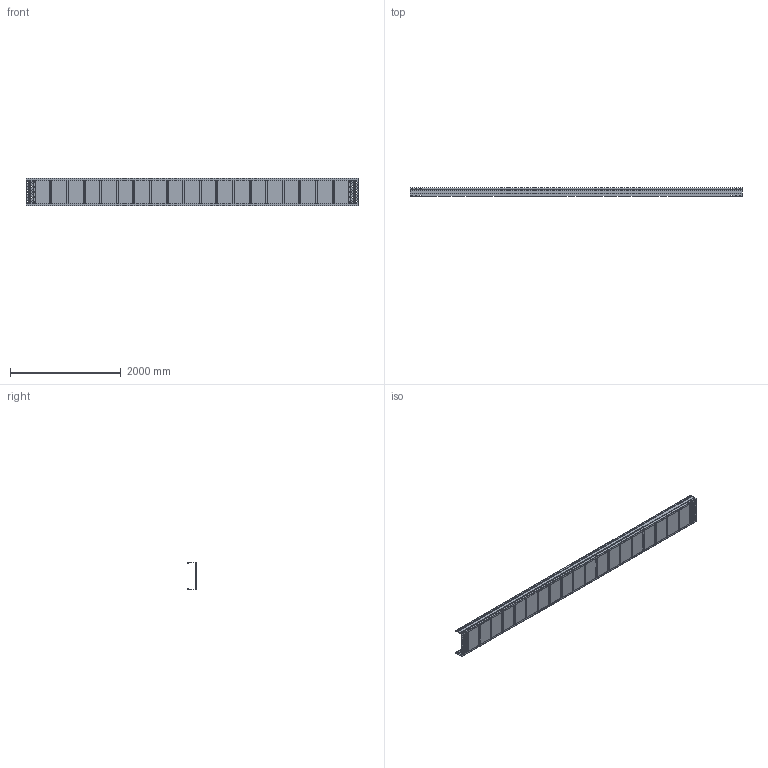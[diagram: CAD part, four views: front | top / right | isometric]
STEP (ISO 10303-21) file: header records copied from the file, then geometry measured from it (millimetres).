
FILE_DESCRIPTION((''),'2;1');
FILE_NAME('6098513_ASM','2012-12-14T',('AndreasKeweloh'),(''),'PRO/ENGINEER BY PARAMETRIC TECHNOLOGY CORPORATION, 2012230','PRO/ENGINEER BY PARAMETRIC TECHNOLOGY CORPORATION, 2012230','');
FILE_SCHEMA(('CONFIG_CONTROL_DESIGN'));
Length unit declared in the file: millimetre
Products named in the file (3): 6098505_LEITERHOLM; 6098123_BODEN; 6098513_ASM
Assembly tree (3 placements, depth 2):
  6098513_ASM
    6098505_LEITERHOLM  x2
    6098123_BODEN
Bounding box: 6000 x 160 x 500 mm (x, y, z)
Volume: 9836243.2 mm3; surface area: 11410983.3 mm2
Topology: 3 solids, 3 shells, 906 faces, 2700 edges, 1800 vertices
Faces by surface type: cylinder 456, plane 450
Entity records: 26647 total; most frequent: CARTESIAN_POINT 4745, ORIENTED_EDGE 4608, DIRECTION 4568, EDGE_CURVE 2304, VERTEX_POINT 1536, VECTOR 1532, LINE 1532, AXIS2_PLACEMENT_3D 1518
